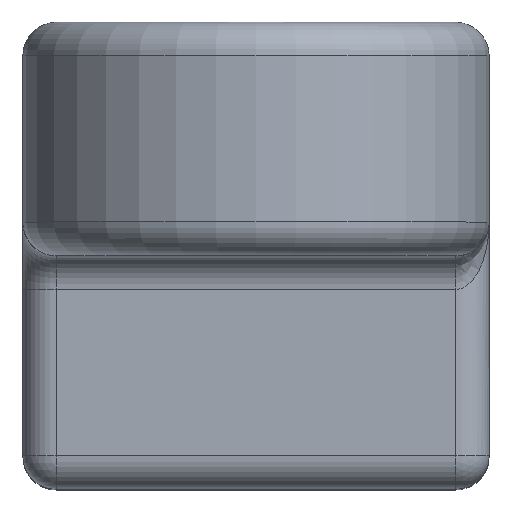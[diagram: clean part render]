
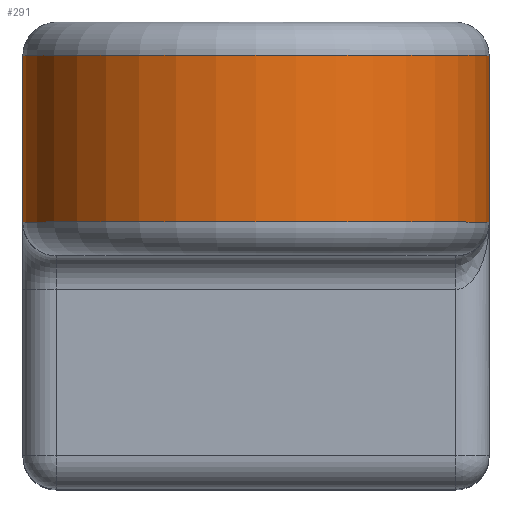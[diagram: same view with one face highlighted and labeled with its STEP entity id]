
A CAD part, top view. The second image highlights one B-rep face of the part: STEP entity #291.
In plain terms, the highlighted cylindrical face has radius 7 mm (diameter 14 mm), a partial arc.
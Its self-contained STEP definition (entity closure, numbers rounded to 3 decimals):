
#291=ADVANCED_FACE('',(#664),#666,.T.);
#664=FACE_BOUND('',#665,.T.);
#665=EDGE_LOOP('',(#968,#969,#970,#971));
#666=CYLINDRICAL_SURFACE('',#667,7.);
#667=AXIS2_PLACEMENT_3D('',#668,#669,#670);
#668=CARTESIAN_POINT('',(0.,10.,25.));
#669=DIRECTION('',(0.,1.,0.));
#670=DIRECTION('',(-1.,0.,0.));
#968=ORIENTED_EDGE('',*,*,#1094,.F.);
#969=ORIENTED_EDGE('',*,*,#1068,.F.);
#970=ORIENTED_EDGE('',*,*,#1095,.F.);
#971=ORIENTED_EDGE('',*,*,#1071,.T.);
#1068=EDGE_CURVE('',#1177,#1172,#1179,.T.);
#1071=EDGE_CURVE('',#1185,#1183,#1186,.T.);
#1094=EDGE_CURVE('',#1172,#1183,#1219,.F.);
#1095=EDGE_CURVE('',#1185,#1177,#1220,.T.);
#1172=VERTEX_POINT('',#1538);
#1177=VERTEX_POINT('',#1549);
#1179=LINE('',#1553,#1554);
#1183=VERTEX_POINT('',#1562);
#1185=VERTEX_POINT('',#1566);
#1186=LINE('',#1567,#1568);
#1219=CIRCLE('',#1690,7.);
#1220=CIRCLE('',#1694,7.);
#1538=CARTESIAN_POINT('',(7.,1.,25.));
#1549=CARTESIAN_POINT('',(7.,6.,25.));
#1553=CARTESIAN_POINT('',(7.,6.,25.));
#1554=VECTOR('',#1555,1.);
#1555=DIRECTION('',(0.,-1.,0.));
#1562=CARTESIAN_POINT('',(-7.,1.,25.));
#1566=CARTESIAN_POINT('',(-7.,6.,25.));
#1567=CARTESIAN_POINT('',(-7.,6.,25.));
#1568=VECTOR('',#1569,1.);
#1569=DIRECTION('',(0.,-1.,0.));
#1690=AXIS2_PLACEMENT_3D('',#1691,#1692,#1693);
#1691=CARTESIAN_POINT('',(0.,1.,25.));
#1692=DIRECTION('',(0.,1.,0.));
#1693=DIRECTION('',(-1.,0.,0.));
#1694=AXIS2_PLACEMENT_3D('',#1695,#1696,#1697);
#1695=CARTESIAN_POINT('',(0.,6.,25.));
#1696=DIRECTION('',(0.,1.,0.));
#1697=DIRECTION('',(-1.,0.,0.));
